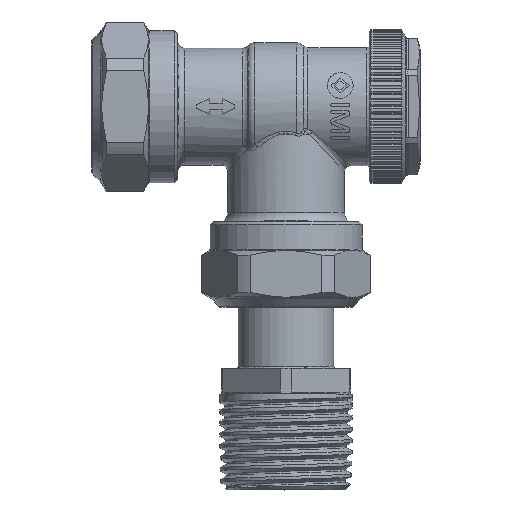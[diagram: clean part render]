
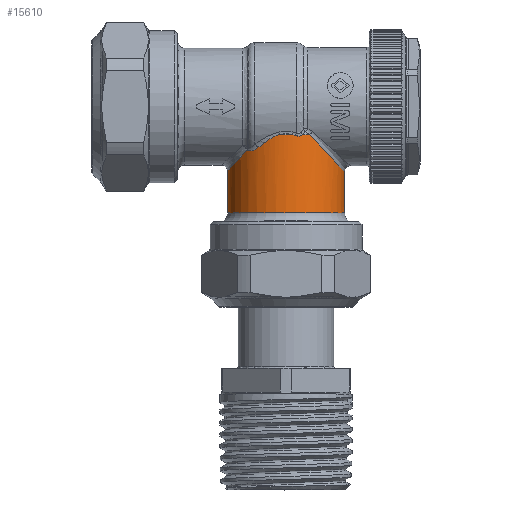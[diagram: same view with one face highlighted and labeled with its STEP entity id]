
A CAD part, top view. The second image highlights one B-rep face of the part: STEP entity #15610.
In plain terms, the highlighted cylindrical face has radius 9.15 mm (diameter 18.3 mm), a partial arc.
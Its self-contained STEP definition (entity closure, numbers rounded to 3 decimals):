
#4951=CARTESIAN_POINT('',(0.,-4.393,0.));
#4952=DIRECTION('',(0.,-1.,0.));
#4953=DIRECTION('',(0.409,0.,0.912));
#4954=AXIS2_PLACEMENT_3D('',#4951,#4952,#4953);
#4963=DIRECTION('',(0.,-1.,0.));
#4964=VECTOR('',#4963,6.374);
#4965=CARTESIAN_POINT('',(9.15,-10.25,0.));
#4966=LINE('',#4965,#4964);
#4967=CARTESIAN_POINT('',(0.,-16.624,0.));
#4968=DIRECTION('',(0.,1.,0.));
#4969=DIRECTION('',(-1.,0.,0.));
#4970=AXIS2_PLACEMENT_3D('',#4967,#4968,#4969);
#4972=DIRECTION('',(0.,1.,0.));
#4973=VECTOR('',#4972,6.474);
#4974=CARTESIAN_POINT('',(-9.15,-16.624,0.));
#4975=LINE('',#4974,#4973);
#4976=CARTESIAN_POINT('',(-6.098,-6.764,
6.822));
#4977=CARTESIAN_POINT('',(-6.357,-7.052,
6.59));
#4978=CARTESIAN_POINT('',(-6.837,-7.584,
6.108));
#4979=CARTESIAN_POINT('',(-7.44,-8.253,
5.354));
#4980=CARTESIAN_POINT('',(-7.936,-8.803,
4.583));
#4981=CARTESIAN_POINT('',(-8.334,-9.245,
3.808));
#4982=CARTESIAN_POINT('',(-8.645,-9.59,
3.035));
#4983=CARTESIAN_POINT('',(-8.876,-9.846,
2.267));
#4984=CARTESIAN_POINT('',(-9.036,-10.024,
1.505));
#4985=CARTESIAN_POINT('',(-9.13,-10.128,
0.748));
#4986=CARTESIAN_POINT('',(-9.15,-10.15,
0.248));
#4987=CARTESIAN_POINT('',(-9.15,-10.15,0.));
#4989=CARTESIAN_POINT('',(-5.992,-6.825,
6.915));
#4990=CARTESIAN_POINT('',(-6.004,-6.818,
6.905));
#4991=CARTESIAN_POINT('',(-6.027,-6.804,
6.884));
#4992=CARTESIAN_POINT('',(-6.063,-6.784,
6.853));
#4993=CARTESIAN_POINT('',(-6.086,-6.771,
6.832));
#4994=CARTESIAN_POINT('',(-6.098,-6.764,
6.822));
#4996=CARTESIAN_POINT('',(-4.398,-6.464,
8.024));
#4997=CARTESIAN_POINT('',(-4.494,-6.544,
7.971));
#4998=CARTESIAN_POINT('',(-4.684,-6.682,
7.862));
#4999=CARTESIAN_POINT('',(-4.956,-6.827,
7.694));
#5000=CARTESIAN_POINT('',(-5.208,-6.914,
7.525));
#5001=CARTESIAN_POINT('',(-5.439,-6.953,
7.36));
#5002=CARTESIAN_POINT('',(-5.647,-6.947,
7.201));
#5003=CARTESIAN_POINT('',(-5.833,-6.905,
7.051));
#5004=CARTESIAN_POINT('',(-5.941,-6.855,
6.959));
#5005=CARTESIAN_POINT('',(-5.992,-6.825,
6.915));
#5007=CARTESIAN_POINT('',(-1.035,-4.393,
9.091));
#5008=CARTESIAN_POINT('',(-1.188,-4.437,
9.074));
#5009=CARTESIAN_POINT('',(-1.507,-4.548,
9.03));
#5010=CARTESIAN_POINT('',(-2.019,-4.786,
8.93));
#5011=CARTESIAN_POINT('',(-2.563,-5.096,
8.79));
#5012=CARTESIAN_POINT('',(-3.139,-5.478,
8.602));
#5013=CARTESIAN_POINT('',(-3.747,-5.93,
8.357));
#5014=CARTESIAN_POINT('',(-4.178,-6.279,
8.145));
#5015=CARTESIAN_POINT('',(-4.398,-6.464,
8.024));
#5017=CARTESIAN_POINT('',(1.473,-4.544,9.031));
#5018=CARTESIAN_POINT('',(1.423,-4.524,9.039));
#5019=CARTESIAN_POINT('',(1.325,-4.487,9.054));
#5020=CARTESIAN_POINT('',(1.179,-4.436,9.074));
#5021=CARTESIAN_POINT('',(1.083,-4.406,9.086));
#5022=CARTESIAN_POINT('',(1.035,-4.393,9.091));
#5024=CARTESIAN_POINT('',(2.563,-4.393,8.784));
#5025=CARTESIAN_POINT('',(2.508,-4.435,8.8));
#5026=CARTESIAN_POINT('',(2.395,-4.509,8.832));
#5027=CARTESIAN_POINT('',(2.218,-4.584,8.878));
#5028=CARTESIAN_POINT('',(2.04,-4.624,8.92));
#5029=CARTESIAN_POINT('',(1.856,-4.633,8.96));
#5030=CARTESIAN_POINT('',(1.665,-4.609,8.998));
#5031=CARTESIAN_POINT('',(1.537,-4.57,9.02));
#5032=CARTESIAN_POINT('',(1.473,-4.544,9.031));
#5034=CARTESIAN_POINT('',(9.15,-10.25,0.));
#5035=CARTESIAN_POINT('',(9.15,-10.25,
0.238));
#5036=CARTESIAN_POINT('',(9.131,-10.23,
0.717));
#5037=CARTESIAN_POINT('',(9.046,-10.135,1.443));
#5038=CARTESIAN_POINT('',(8.899,-9.974,2.174));
#5039=CARTESIAN_POINT('',(8.687,-9.741,2.909));
#5040=CARTESIAN_POINT('',(8.403,-9.43,3.651));
#5041=CARTESIAN_POINT('',(8.041,-9.033,4.394));
#5042=CARTESIAN_POINT('',(7.59,-8.54,5.136));
#5043=CARTESIAN_POINT('',(7.043,-7.942,5.866));
#5044=CARTESIAN_POINT('',(6.39,-7.231,6.574));
#5045=CARTESIAN_POINT('',(5.627,-6.402,7.24));
#5046=CARTESIAN_POINT('',(4.747,-5.454,7.847));
#5047=CARTESIAN_POINT('',(4.092,-4.757,8.193));
#5048=CARTESIAN_POINT('',(3.745,-4.393,8.349));
#5269=CARTESIAN_POINT('',(-1.035,-4.393,
9.091));
#5271=CARTESIAN_POINT('',(0.,-4.393,0.));
#5272=DIRECTION('',(0.,-1.,0.));
#5273=DIRECTION('',(0.113,0.,0.994));
#5274=AXIS2_PLACEMENT_3D('',#5271,#5272,#5273);
#9280=CARTESIAN_POINT('',(3.745,-4.393,8.349));
#9282=VERTEX_POINT('',#9280);
#9288=CARTESIAN_POINT('',(9.15,-16.624,0.));
#9290=VERTEX_POINT('',#9288);
#9293=CARTESIAN_POINT('',(9.15,-10.25,0.));
#9294=VERTEX_POINT('',#9293);
#9295=CARTESIAN_POINT('',(-9.15,-16.624,0.));
#9296=VERTEX_POINT('',#9295);
#9311=CARTESIAN_POINT('',(-9.15,-10.15,0.));
#9312=VERTEX_POINT('',#9311);
#9323=VERTEX_POINT('',#5017);
#9324=VERTEX_POINT('',#5022);
#9326=VERTEX_POINT('',#5024);
#9335=VERTEX_POINT('',#4989);
#9336=VERTEX_POINT('',#4994);
#9338=VERTEX_POINT('',#4996);
#9365=VERTEX_POINT('',#5269);
#15581=CARTESIAN_POINT('',(0.,0.925,0.));
#15582=DIRECTION('',(0.,-1.,0.));
#15583=DIRECTION('',(-1.,0.,0.));
#15584=AXIS2_PLACEMENT_3D('',#15581,#15582,#15583);
#15585=CYLINDRICAL_SURFACE('',#15584,9.15);
#15587=ORIENTED_EDGE('',*,*,#15586,.T.);
#15589=ORIENTED_EDGE('',*,*,#15588,.F.);
#15591=ORIENTED_EDGE('',*,*,#15590,.T.);
#15593=ORIENTED_EDGE('',*,*,#15592,.F.);
#15595=ORIENTED_EDGE('',*,*,#15594,.F.);
#15597=ORIENTED_EDGE('',*,*,#15596,.F.);
#15599=ORIENTED_EDGE('',*,*,#15598,.F.);
#15601=ORIENTED_EDGE('',*,*,#15600,.F.);
#15603=ORIENTED_EDGE('',*,*,#15602,.F.);
#15605=ORIENTED_EDGE('',*,*,#15604,.F.);
#15606=ORIENTED_EDGE('',*,*,#15575,.F.);
#15607=ORIENTED_EDGE('',*,*,#15347,.F.);
#15608=EDGE_LOOP('',(#15587,#15589,#15591,#15593,#15595,#15597,#15599,#15601,
#15603,#15605,#15606,#15607));
#15609=FACE_OUTER_BOUND('',#15608,.F.);
#15610=ADVANCED_FACE('',(#15609),#15585,.T.);
#4955=CIRCLE('',#4954,9.15);
#4971=CIRCLE('',#4970,9.15);
#4988=B_SPLINE_CURVE_WITH_KNOTS('',3,(#4976,#4977,#4978,#4979,#4980,#4981,#4982,
#4983,#4984,#4985,#4986,#4987),.UNSPECIFIED.,.F.,.F.,(4,1,1,1,1,1,1,1,1,4),
(0.,0.111,0.222,0.333,0.444,
0.556,0.667,0.778,0.889,1.),
.UNSPECIFIED.);
#4995=B_SPLINE_CURVE_WITH_KNOTS('',3,(#4989,#4990,#4991,#4992,#4993,#4994),
.UNSPECIFIED.,.F.,.F.,(4,1,1,4),(0.,0.333,0.667,1.),
.UNSPECIFIED.);
#5006=B_SPLINE_CURVE_WITH_KNOTS('',3,(#4996,#4997,#4998,#4999,#5000,#5001,#5002,
#5003,#5004,#5005),.UNSPECIFIED.,.F.,.F.,(4,1,1,1,1,1,1,4),(0.,
0.143,0.286,0.429,0.571,
0.714,0.857,1.),.UNSPECIFIED.);
#5016=B_SPLINE_CURVE_WITH_KNOTS('',3,(#5007,#5008,#5009,#5010,#5011,#5012,#5013,
#5014,#5015),.UNSPECIFIED.,.F.,.F.,(4,1,1,1,1,1,4),(0.,0.167,
0.333,0.5,0.667,0.833,1.),
.UNSPECIFIED.);
#5023=B_SPLINE_CURVE_WITH_KNOTS('',3,(#5017,#5018,#5019,#5020,#5021,#5022),
.UNSPECIFIED.,.F.,.F.,(4,1,1,4),(0.,0.333,0.667,1.),
.UNSPECIFIED.);
#5033=B_SPLINE_CURVE_WITH_KNOTS('',3,(#5024,#5025,#5026,#5027,#5028,#5029,#5030,
#5031,#5032),.UNSPECIFIED.,.F.,.F.,(4,1,1,1,1,1,4),(0.,0.167,
0.333,0.5,0.667,0.833,1.),
.UNSPECIFIED.);
#5049=B_SPLINE_CURVE_WITH_KNOTS('',3,(#5034,#5035,#5036,#5037,#5038,#5039,#5040,
#5041,#5042,#5043,#5044,#5045,#5046,#5047,#5048),.UNSPECIFIED.,.F.,.F.,(4,1,1,1,
1,1,1,1,1,1,1,1,4),(0.,0.083,0.167,0.25,
0.333,0.417,0.5,0.583,0.667,
0.75,0.833,0.917,1.),.UNSPECIFIED.);
#5275=CIRCLE('',#5274,9.15);
#15347=EDGE_CURVE('',#9294,#9282,#5049,.T.);
#15575=EDGE_CURVE('',#9282,#9326,#4955,.T.);
#15586=EDGE_CURVE('',#9294,#9290,#4966,.T.);
#15588=EDGE_CURVE('',#9296,#9290,#4971,.T.);
#15590=EDGE_CURVE('',#9296,#9312,#4975,.T.);
#15592=EDGE_CURVE('',#9336,#9312,#4988,.T.);
#15594=EDGE_CURVE('',#9335,#9336,#4995,.T.);
#15596=EDGE_CURVE('',#9338,#9335,#5006,.T.);
#15598=EDGE_CURVE('',#9365,#9338,#5016,.T.);
#15600=EDGE_CURVE('',#9324,#9365,#5275,.T.);
#15602=EDGE_CURVE('',#9323,#9324,#5023,.T.);
#15604=EDGE_CURVE('',#9326,#9323,#5033,.T.);
